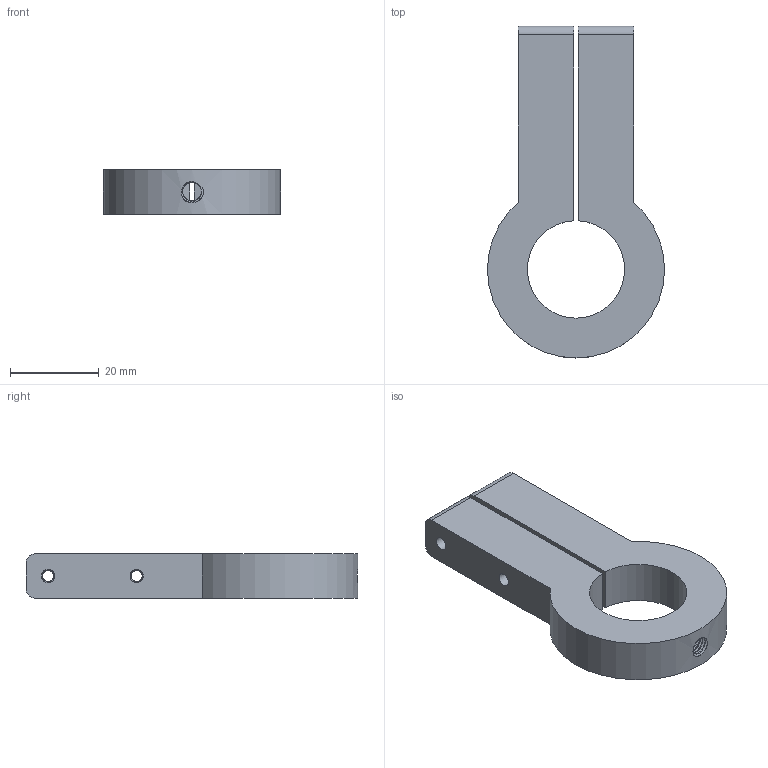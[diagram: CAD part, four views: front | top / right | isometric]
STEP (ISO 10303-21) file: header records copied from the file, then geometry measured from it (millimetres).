
FILE_DESCRIPTION(/* description */ (''),/* implementation_level */ '2;1');
FILE_NAME(/* name */ 'Bride inf gauche ALU X1 V0.step',/* time_stamp */ '2024-02-22T21:57:55+01:00',/* author */ (''),/* organization */ (''),/* preprocessor_version */ 'ST-DEVELOPER v20',/* originating_system */ 'Autodesk Translation Framework v12.20.1.177',/* authorisation */ '');
FILE_SCHEMA (('AUTOMOTIVE_DESIGN { 1 0 10303 214 3 1 1 }'));
Length unit declared in the file: millimetre
Products named in the file (1): Bride inf gauche
Bounding box: 40 x 75 x 10 mm (x, y, z)
Volume: 17299.3 mm3; surface area: 7820.5 mm2
Topology: 1 solids, 1 shells, 153 faces, 456 edges, 305 vertices
Faces by surface type: cylinder 137, plane 9, bspline 7
Full cylindrical faces by diameter (mm): 2.529 x24, 3 x2, 3.086 x12, 4.234 x4, 5.12 x8
Entity records: 12396 total; most frequent: CARTESIAN_POINT 8775, ORIENTED_EDGE 912, DIRECTION 494, EDGE_CURVE 456, VERTEX_POINT 305, B_SPLINE_CURVE_WITH_KNOTS 281, AXIS2_PLACEMENT_3D 172, EDGE_LOOP 163
